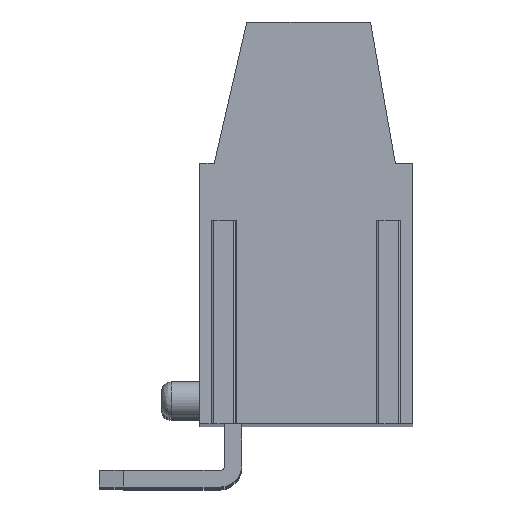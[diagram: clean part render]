
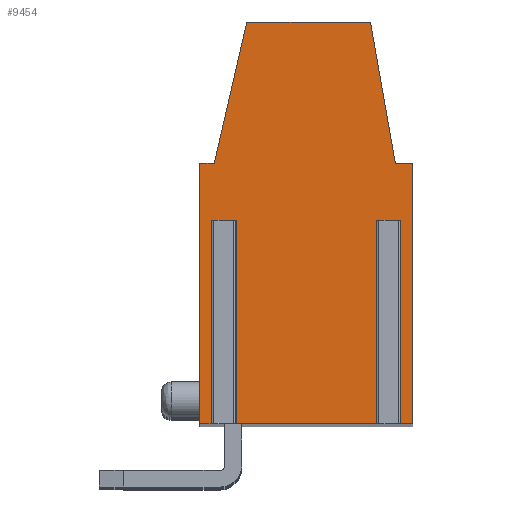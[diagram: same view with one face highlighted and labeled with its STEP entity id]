
A CAD part, top view. The second image highlights one B-rep face of the part: STEP entity #9454.
In plain terms, the highlighted planar face has unit normal (0, 0, 1).
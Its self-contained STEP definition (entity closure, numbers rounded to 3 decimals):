
#13=DIRECTION('',(-1.,0.,0.));
#14=VECTOR('',#13,0.814);
#15=CARTESIAN_POINT('',(6.453,1.45,72.5));
#16=LINE('',#15,#14);
#17=DIRECTION('',(0.,-1.,0.));
#18=VECTOR('',#17,8.5);
#19=CARTESIAN_POINT('',(5.639,1.45,72.5));
#20=LINE('',#19,#18);
#21=DIRECTION('',(-1.,0.,0.));
#22=VECTOR('',#21,6.078);
#23=CARTESIAN_POINT('',(5.639,-7.05,72.5));
#24=LINE('',#23,#22);
#25=DIRECTION('',(0.,-1.,0.));
#26=VECTOR('',#25,8.5);
#27=CARTESIAN_POINT('',(-0.439,1.45,72.5));
#28=LINE('',#27,#26);
#29=DIRECTION('',(-1.,0.,0.));
#30=VECTOR('',#29,0.814);
#31=CARTESIAN_POINT('',(-0.439,1.45,72.5));
#32=LINE('',#31,#30);
#33=DIRECTION('',(0.,-1.,0.));
#34=VECTOR('',#33,8.5);
#35=CARTESIAN_POINT('',(-1.253,1.45,72.5));
#36=LINE('',#35,#34);
#37=DIRECTION('',(-1.,0.,0.));
#38=VECTOR('',#37,0.597);
#39=CARTESIAN_POINT('',(-1.253,-7.05,72.5));
#40=LINE('',#39,#38);
#41=DIRECTION('',(0.,1.,0.));
#42=VECTOR('',#41,10.9);
#43=CARTESIAN_POINT('',(-1.85,-7.05,72.5));
#44=LINE('',#43,#42);
#45=DIRECTION('',(1.,0.,0.));
#46=VECTOR('',#45,0.6);
#47=CARTESIAN_POINT('',(-1.85,3.85,72.5));
#48=LINE('',#47,#46);
#49=DIRECTION('',(0.225,0.974,0.));
#50=VECTOR('',#49,6.055);
#51=CARTESIAN_POINT('',(-1.25,3.85,72.5));
#52=LINE('',#51,#50);
#53=DIRECTION('',(1.,0.,0.));
#54=VECTOR('',#53,5.178);
#55=CARTESIAN_POINT('',(0.112,9.75,72.5));
#56=LINE('',#55,#54);
#57=DIRECTION('',(0.174,-0.985,0.));
#58=VECTOR('',#57,5.991);
#59=CARTESIAN_POINT('',(5.29,9.75,72.5));
#60=LINE('',#59,#58);
#61=DIRECTION('',(1.,0.,0.));
#62=VECTOR('',#61,0.72);
#63=CARTESIAN_POINT('',(6.33,3.85,72.5));
#64=LINE('',#63,#62);
#65=DIRECTION('',(0.,-1.,0.));
#66=VECTOR('',#65,10.9);
#67=CARTESIAN_POINT('',(7.05,3.85,72.5));
#68=LINE('',#67,#66);
#69=DIRECTION('',(-1.,0.,0.));
#70=VECTOR('',#69,0.597);
#71=CARTESIAN_POINT('',(7.05,-7.05,72.5));
#72=LINE('',#71,#70);
#73=DIRECTION('',(0.,-1.,0.));
#74=VECTOR('',#73,8.5);
#75=CARTESIAN_POINT('',(6.453,1.45,72.5));
#76=LINE('',#75,#74);
#7395=CARTESIAN_POINT('',(7.05,3.85,72.5));
#7396=CARTESIAN_POINT('',(7.05,-7.05,72.5));
#7397=VERTEX_POINT('',#7395);
#7398=VERTEX_POINT('',#7396);
#7399=CARTESIAN_POINT('',(6.33,3.85,72.5));
#7400=VERTEX_POINT('',#7399);
#7401=CARTESIAN_POINT('',(5.29,9.75,72.5));
#7402=VERTEX_POINT('',#7401);
#7403=CARTESIAN_POINT('',(0.112,9.75,72.5));
#7404=VERTEX_POINT('',#7403);
#7405=CARTESIAN_POINT('',(-1.25,3.85,72.5));
#7406=VERTEX_POINT('',#7405);
#7407=CARTESIAN_POINT('',(-1.85,3.85,72.5));
#7408=VERTEX_POINT('',#7407);
#7409=CARTESIAN_POINT('',(-1.85,-7.05,72.5));
#7410=VERTEX_POINT('',#7409);
#7539=CARTESIAN_POINT('',(6.453,1.45,72.5));
#7540=CARTESIAN_POINT('',(5.639,1.45,72.5));
#7541=VERTEX_POINT('',#7539);
#7542=VERTEX_POINT('',#7540);
#7543=CARTESIAN_POINT('',(-0.439,1.45,72.5));
#7544=CARTESIAN_POINT('',(-1.253,1.45,72.5));
#7545=VERTEX_POINT('',#7543);
#7546=VERTEX_POINT('',#7544);
#7547=CARTESIAN_POINT('',(-1.253,-7.05,72.5));
#7548=VERTEX_POINT('',#7547);
#7549=CARTESIAN_POINT('',(-0.439,-7.05,72.5));
#7550=VERTEX_POINT('',#7549);
#7551=CARTESIAN_POINT('',(5.639,-7.05,72.5));
#7552=VERTEX_POINT('',#7551);
#7553=CARTESIAN_POINT('',(6.453,-7.05,72.5));
#7554=VERTEX_POINT('',#7553);
#9415=CARTESIAN_POINT('',(0.,0.,72.5));
#9416=DIRECTION('',(0.,0.,1.));
#9417=DIRECTION('',(1.,0.,0.));
#9418=AXIS2_PLACEMENT_3D('',#9415,#9416,#9417);
#9419=PLANE('',#9418);
#9421=ORIENTED_EDGE('',*,*,#9420,.T.);
#9423=ORIENTED_EDGE('',*,*,#9422,.T.);
#9425=ORIENTED_EDGE('',*,*,#9424,.T.);
#9427=ORIENTED_EDGE('',*,*,#9426,.F.);
#9429=ORIENTED_EDGE('',*,*,#9428,.T.);
#9431=ORIENTED_EDGE('',*,*,#9430,.T.);
#9433=ORIENTED_EDGE('',*,*,#9432,.T.);
#9435=ORIENTED_EDGE('',*,*,#9434,.T.);
#9437=ORIENTED_EDGE('',*,*,#9436,.T.);
#9439=ORIENTED_EDGE('',*,*,#9438,.T.);
#9441=ORIENTED_EDGE('',*,*,#9440,.T.);
#9443=ORIENTED_EDGE('',*,*,#9442,.T.);
#9445=ORIENTED_EDGE('',*,*,#9444,.T.);
#9447=ORIENTED_EDGE('',*,*,#9446,.T.);
#9449=ORIENTED_EDGE('',*,*,#9448,.T.);
#9451=ORIENTED_EDGE('',*,*,#9450,.F.);
#9452=EDGE_LOOP('',(#9421,#9423,#9425,#9427,#9429,#9431,#9433,#9435,#9437,#9439,
#9441,#9443,#9445,#9447,#9449,#9451));
#9453=FACE_OUTER_BOUND('',#9452,.F.);
#9420=EDGE_CURVE('',#7541,#7542,#16,.T.);
#9422=EDGE_CURVE('',#7542,#7552,#20,.T.);
#9424=EDGE_CURVE('',#7552,#7550,#24,.T.);
#9426=EDGE_CURVE('',#7545,#7550,#28,.T.);
#9428=EDGE_CURVE('',#7545,#7546,#32,.T.);
#9430=EDGE_CURVE('',#7546,#7548,#36,.T.);
#9432=EDGE_CURVE('',#7548,#7410,#40,.T.);
#9434=EDGE_CURVE('',#7410,#7408,#44,.T.);
#9436=EDGE_CURVE('',#7408,#7406,#48,.T.);
#9438=EDGE_CURVE('',#7406,#7404,#52,.T.);
#9440=EDGE_CURVE('',#7404,#7402,#56,.T.);
#9442=EDGE_CURVE('',#7402,#7400,#60,.T.);
#9444=EDGE_CURVE('',#7400,#7397,#64,.T.);
#9446=EDGE_CURVE('',#7397,#7398,#68,.T.);
#9448=EDGE_CURVE('',#7398,#7554,#72,.T.);
#9450=EDGE_CURVE('',#7541,#7554,#76,.T.);
#9454=ADVANCED_FACE('',(#9453),#9419,.T.);
